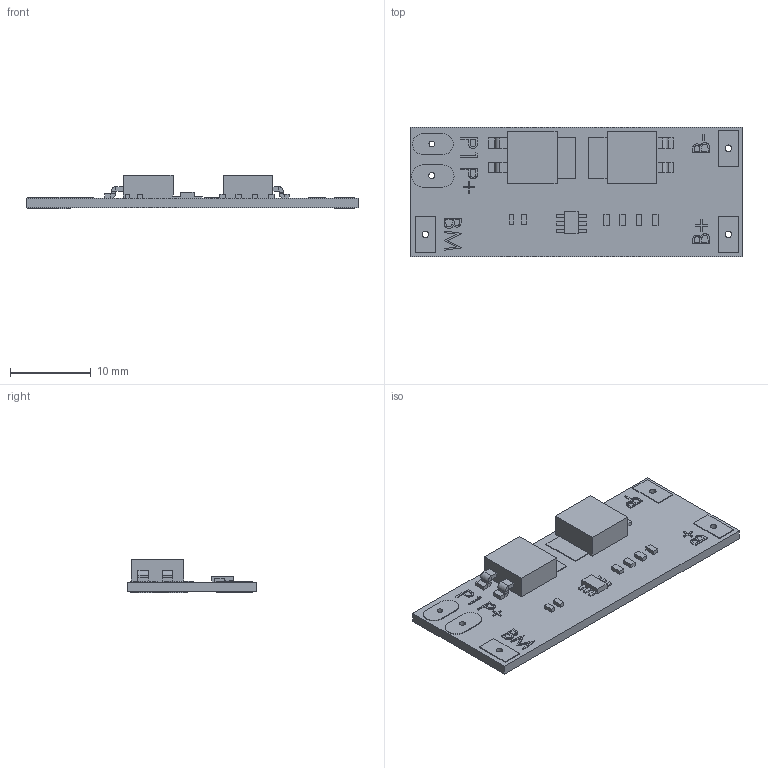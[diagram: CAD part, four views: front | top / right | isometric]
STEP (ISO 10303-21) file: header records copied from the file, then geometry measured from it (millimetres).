
FILE_DESCRIPTION(/* description */ (''),/* implementation_level */ '2;1');
FILE_NAME(/* name */ 'HX-2S-JA10.step',/* time_stamp */ '2024-10-18T17:53:58+06:00',/* author */ (''),/* organization */ (''),/* preprocessor_version */ 'ST-DEVELOPER v20',/* originating_system */ 'Autodesk Translation Framework v13.20.0.188',/* authorisation */ '');
FILE_SCHEMA (('AUTOMOTIVE_DESIGN { 1 0 10303 214 3 1 1 }'));
Length unit declared in the file: millimetre
Products named in the file (2): HX-2S-JA10; 2S_BMS v1
Assembly tree (1 placements, depth 2):
  HX-2S-JA10
    2S_BMS v1
Bounding box: 41 x 16 x 4.1 mm (x, y, z)
Volume: 1037.2 mm3; surface area: 1677.8 mm2
Topology: 1 solids, 1 shells, 365 faces, 922 edges, 596 vertices
Faces by surface type: plane 297, bspline 39, cylinder 29
Full cylindrical faces by diameter (mm): 0.706 x1, 0.758 x1, 0.8 x3
Entity records: 13186 total; most frequent: CARTESIAN_POINT 4317, ORIENTED_EDGE 1844, DIRECTION 1560, EDGE_CURVE 922, LINE 786, VECTOR 786, VERTEX_POINT 596, EDGE_LOOP 420
